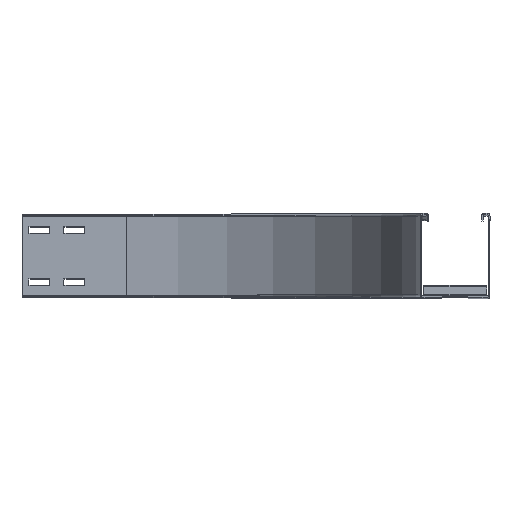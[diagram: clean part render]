
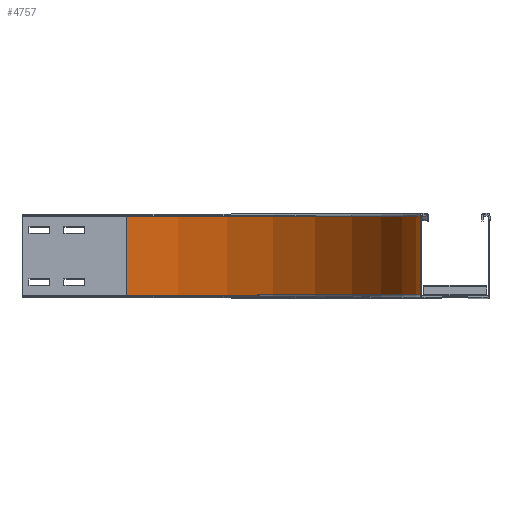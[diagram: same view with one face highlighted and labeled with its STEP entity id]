
A CAD part, top view. The second image highlights one B-rep face of the part: STEP entity #4757.
In plain terms, the highlighted cylindrical face has radius 420 mm (diameter 840 mm), a partial arc.
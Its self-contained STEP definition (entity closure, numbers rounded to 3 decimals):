
#152=CIRCLE('',#5168,420.);
#154=CIRCLE('',#5171,420.);
#252=CYLINDRICAL_SURFACE('',#5170,420.);
#350=FACE_OUTER_BOUND('',#646,.T.);
#646=EDGE_LOOP('',(#3376,#3377,#3378,#3379));
#1026=LINE('',#7114,#1588);
#1056=LINE('',#7193,#1618);
#1588=VECTOR('',#5707,10.);
#1618=VECTOR('',#5787,10.);
#2120=VERTEX_POINT('',#7107);
#2122=VERTEX_POINT('',#7113);
#2145=VERTEX_POINT('',#7187);
#2146=VERTEX_POINT('',#7191);
#2558=EDGE_CURVE('',#2120,#2122,#1026,.T.);
#2595=EDGE_CURVE('',#2145,#2120,#152,.T.);
#2597=EDGE_CURVE('',#2146,#2122,#154,.T.);
#2598=EDGE_CURVE('',#2145,#2146,#1056,.T.);
#3376=ORIENTED_EDGE('',*,*,#2558,.T.);
#3377=ORIENTED_EDGE('',*,*,#2597,.F.);
#3378=ORIENTED_EDGE('',*,*,#2598,.F.);
#3379=ORIENTED_EDGE('',*,*,#2595,.T.);
#4757=ADVANCED_FACE('',(#350),#252,.F.);
#5168=AXIS2_PLACEMENT_3D('',#7188,#5779,#5780);
#5170=AXIS2_PLACEMENT_3D('',#7190,#5783,#5784);
#5171=AXIS2_PLACEMENT_3D('',#7192,#5785,#5786);
#5707=DIRECTION('',(0.,1.,0.));
#5779=DIRECTION('center_axis',(0.,-1.,0.));
#5780=DIRECTION('ref_axis',(-1.,0.,0.));
#5783=DIRECTION('center_axis',(0.,-1.,0.));
#5784=DIRECTION('ref_axis',(-1.,0.,0.));
#5785=DIRECTION('center_axis',(0.,-1.,0.));
#5786=DIRECTION('ref_axis',(-1.,0.,0.));
#5787=DIRECTION('',(0.,1.,0.));
#7107=CARTESIAN_POINT('',(451.,4.,-420.));
#7113=CARTESIAN_POINT('',(451.,116.,-420.));
#7114=CARTESIAN_POINT('',(451.,116.,-420.));
#7187=CARTESIAN_POINT('',(31.,4.,0.));
#7188=CARTESIAN_POINT('Origin',(451.,4.,0.));
#7190=CARTESIAN_POINT('Origin',(451.,54.966,0.));
#7191=CARTESIAN_POINT('',(31.,116.,0.));
#7192=CARTESIAN_POINT('Origin',(451.,116.,0.));
#7193=CARTESIAN_POINT('',(31.,-27.524,0.));
